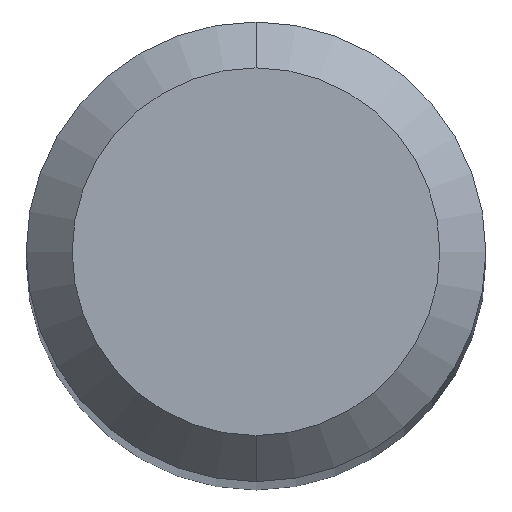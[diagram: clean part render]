
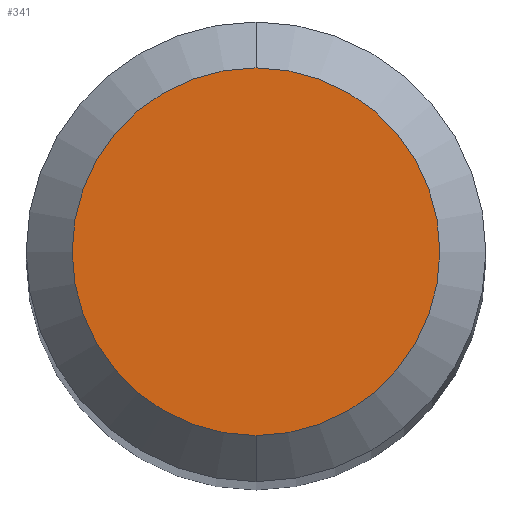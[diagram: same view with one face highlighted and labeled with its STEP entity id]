
A CAD part, top view. The second image highlights one B-rep face of the part: STEP entity #341.
In plain terms, the highlighted planar face has unit normal (0, 0, 1).
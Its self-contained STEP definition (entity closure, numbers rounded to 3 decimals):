
#341=ADVANCED_FACE('',(#976),#977,.T.);
#357=EDGE_CURVE('',#413,#365,#994,.T.);
#365=VERTEX_POINT('',#1004);
#413=VERTEX_POINT('',#1056);
#865=EDGE_CURVE('',#365,#413,#1551,.T.);
#976=FACE_OUTER_BOUND('',#1661,.T.);
#977=PLANE('',#1662);
#994=CIRCLE('',#1702,1.2);
#1004=CARTESIAN_POINT('',(0.0,1.2,0.0));
#1056=CARTESIAN_POINT('',(0.,-1.2,0.0));
#1551=CIRCLE('',#4314,1.2);
#1661=EDGE_LOOP('',(#4888,#4889));
#1662=AXIS2_PLACEMENT_3D('',#4890,#4891,#4892);
#1702=AXIS2_PLACEMENT_3D('',#4903,#4904,#4905);
#4314=AXIS2_PLACEMENT_3D('',#5514,#5515,#5516);
#4888=ORIENTED_EDGE('',*,*,#865,.F.);
#4889=ORIENTED_EDGE('',*,*,#357,.F.);
#4890=CARTESIAN_POINT('',(0.0,0.6,0.0));
#4891=DIRECTION('',(-0.0,0.0,1.0));
#4892=DIRECTION('',(0.0,-1.0,0.0));
#4903=CARTESIAN_POINT('',(0.0,0.0,0.0));
#4904=DIRECTION('',(0.0,0.0,-1.0));
#4905=DIRECTION('',(0.0,1.0,0.0));
#5514=CARTESIAN_POINT('',(0.0,0.0,0.0));
#5515=DIRECTION('',(0.0,0.0,-1.0));
#5516=DIRECTION('',(0.0,1.0,0.0));
